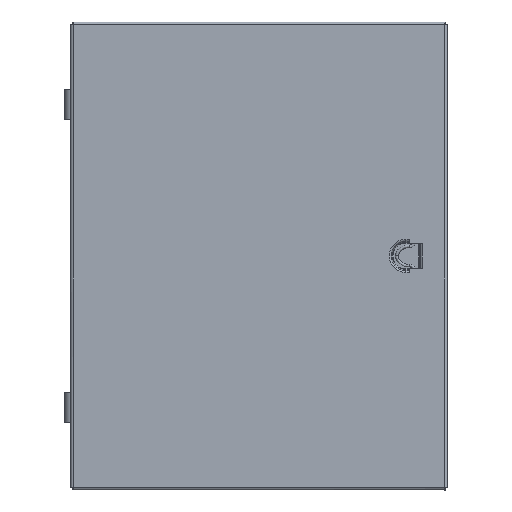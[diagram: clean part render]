
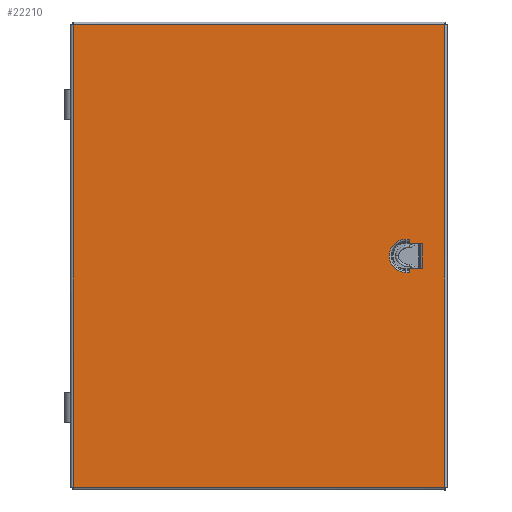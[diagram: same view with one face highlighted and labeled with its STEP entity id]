
A CAD part, top view. The second image highlights one B-rep face of the part: STEP entity #22210.
In plain terms, the highlighted planar face has unit normal (0, 0, 1).
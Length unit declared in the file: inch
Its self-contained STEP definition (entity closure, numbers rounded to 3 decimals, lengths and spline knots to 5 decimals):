
#2397=LINE($,#36825,#4573);
#2401=LINE($,#36836,#4577);
#2402=LINE($,#36845,#4578);
#2405=LINE($,#36851,#4581);
#2406=LINE($,#36853,#4582);
#2408=LINE($,#36857,#4584);
#2412=LINE($,#36863,#4588);
#2420=LINE($,#36890,#4596);
#2435=LINE($,#36989,#4611);
#2449=LINE($,#37087,#4625);
#2463=LINE($,#37184,#4639);
#4573=VECTOR($,#29257,0.8125);
#4577=VECTOR($,#29267,0.115);
#4578=VECTOR($,#29280,0.115);
#4581=VECTOR($,#29285,0.14171);
#4582=VECTOR($,#29288,0.43296);
#4584=VECTOR($,#29292,0.14171);
#4588=VECTOR($,#29298,0.43296);
#4596=VECTOR($,#29314,15.25);
#4611=VECTOR($,#29343,12.25);
#4625=VECTOR($,#29371,15.25);
#4639=VECTOR($,#29399,12.25);
#5460=PLANE($,#23895);
#6041=FACE_BOUND($,#8591,.T.);
#6042=FACE_BOUND($,#8592,.T.);
#8591=EDGE_LOOP($,(#19754,#19755,#19756,#19757,#19758,#19759,#19760,#19761));
#8592=EDGE_LOOP($,(#19762,#19763,#19764,#19765));
#9102=CIRCLE($,#23857,0.54796);
#10877=VERTEX_POINT($,#36818);
#10880=VERTEX_POINT($,#36823);
#10883=VERTEX_POINT($,#36833);
#10884=VERTEX_POINT($,#36835);
#10885=VERTEX_POINT($,#36839);
#10886=VERTEX_POINT($,#36843);
#10888=VERTEX_POINT($,#36849);
#10889=VERTEX_POINT($,#36856);
#10897=VERTEX_POINT($,#36881);
#10898=VERTEX_POINT($,#36889);
#10907=VERTEX_POINT($,#36981);
#10916=VERTEX_POINT($,#37079);
#13685=EDGE_CURVE($,#10880,#10877,#2397,.T.);
#13690=EDGE_CURVE($,#10883,#10884,#2401,.T.);
#13693=EDGE_CURVE($,#10885,#10883,#9102,.T.);
#13695=EDGE_CURVE($,#10886,#10885,#2402,.T.);
#13698=EDGE_CURVE($,#10886,#10888,#2405,.T.);
#13699=EDGE_CURVE($,#10877,#10888,#2406,.T.);
#13701=EDGE_CURVE($,#10884,#10889,#2408,.T.);
#13705=EDGE_CURVE($,#10880,#10889,#2412,.T.);
#13714=EDGE_CURVE($,#10897,#10898,#2420,.T.);
#13733=EDGE_CURVE($,#10907,#10897,#2435,.T.);
#13751=EDGE_CURVE($,#10916,#10907,#2449,.T.);
#13769=EDGE_CURVE($,#10898,#10916,#2463,.T.);
#19754=ORIENTED_EDGE($,*,*,#13705,.T.);
#19755=ORIENTED_EDGE($,*,*,#13701,.F.);
#19756=ORIENTED_EDGE($,*,*,#13690,.F.);
#19757=ORIENTED_EDGE($,*,*,#13693,.F.);
#19758=ORIENTED_EDGE($,*,*,#13695,.F.);
#19759=ORIENTED_EDGE($,*,*,#13698,.T.);
#19760=ORIENTED_EDGE($,*,*,#13699,.F.);
#19761=ORIENTED_EDGE($,*,*,#13685,.F.);
#19762=ORIENTED_EDGE($,*,*,#13751,.F.);
#19763=ORIENTED_EDGE($,*,*,#13769,.F.);
#19764=ORIENTED_EDGE($,*,*,#13714,.F.);
#19765=ORIENTED_EDGE($,*,*,#13733,.F.);
#22210=ADVANCED_FACE($,(#6041,#6042),#5460,.T.);
#23857=AXIS2_PLACEMENT_3D($,#36841,#29274,#29275);
#23895=AXIS2_PLACEMENT_3D($,#37269,#29423,#29424);
#29257=DIRECTION($,(0.,1.,0.));
#29267=DIRECTION($,(1.,0.,0.));
#29274=DIRECTION('center_axis',(0.,0.,1.));
#29275=DIRECTION('ref_axis',(-1.,0.,0.));
#29280=DIRECTION($,(-1.,0.,0.));
#29285=DIRECTION($,(0.,-1.,0.));
#29288=DIRECTION($,(-1.,0.,0.));
#29292=DIRECTION($,(0.,1.,0.));
#29298=DIRECTION($,(-1.,0.,0.));
#29314=DIRECTION($,(0.,1.,0.));
#29343=DIRECTION($,(-1.,0.,0.));
#29371=DIRECTION($,(0.,-1.,0.));
#29399=DIRECTION($,(1.,0.,0.));
#29423=DIRECTION('center_axis',(0.,0.,1.));
#29424=DIRECTION('ref_axis',(1.,0.,0.));
#36818=CARTESIAN_POINT('',(5.39121,0.40625,0.062));
#36823=CARTESIAN_POINT('',(5.39121,-0.40625,0.062));
#36825=CARTESIAN_POINT($,(5.39121,-0.25,0.062));
#36833=CARTESIAN_POINT('',(4.84325,-0.54796,0.062));
#36835=CARTESIAN_POINT('',(4.95825,-0.54796,0.062));
#36836=CARTESIAN_POINT($,(2.42163,-0.54796,0.062));
#36839=CARTESIAN_POINT('',(4.84325,0.54796,0.062));
#36841=CARTESIAN_POINT('Origin',(4.84325,0.,0.062));
#36843=CARTESIAN_POINT('',(4.95825,0.54796,0.062));
#36845=CARTESIAN_POINT($,(2.67163,0.54796,0.062));
#36849=CARTESIAN_POINT('',(4.95825,0.40625,0.062));
#36851=CARTESIAN_POINT($,(4.95825,0.5,0.062));
#36853=CARTESIAN_POINT($,(2.67163,0.40625,0.062));
#36856=CARTESIAN_POINT('',(4.95825,-0.40625,0.062));
#36857=CARTESIAN_POINT($,(4.95825,-0.25,0.062));
#36863=CARTESIAN_POINT($,(5.34325,-0.40625,0.062));
#36881=CARTESIAN_POINT('',(-6.125,-7.625,0.062));
#36889=CARTESIAN_POINT('',(-6.125,7.625,0.062));
#36890=CARTESIAN_POINT($,(-6.125,-7.625,0.062));
#36981=CARTESIAN_POINT('',(6.125,-7.625,0.062));
#36989=CARTESIAN_POINT($,(6.125,-7.625,0.062));
#37079=CARTESIAN_POINT('',(6.125,7.625,0.062));
#37087=CARTESIAN_POINT($,(6.125,7.625,0.062));
#37184=CARTESIAN_POINT($,(-6.125,7.625,0.062));
#37269=CARTESIAN_POINT('Origin',(0.,0.,
0.062));
